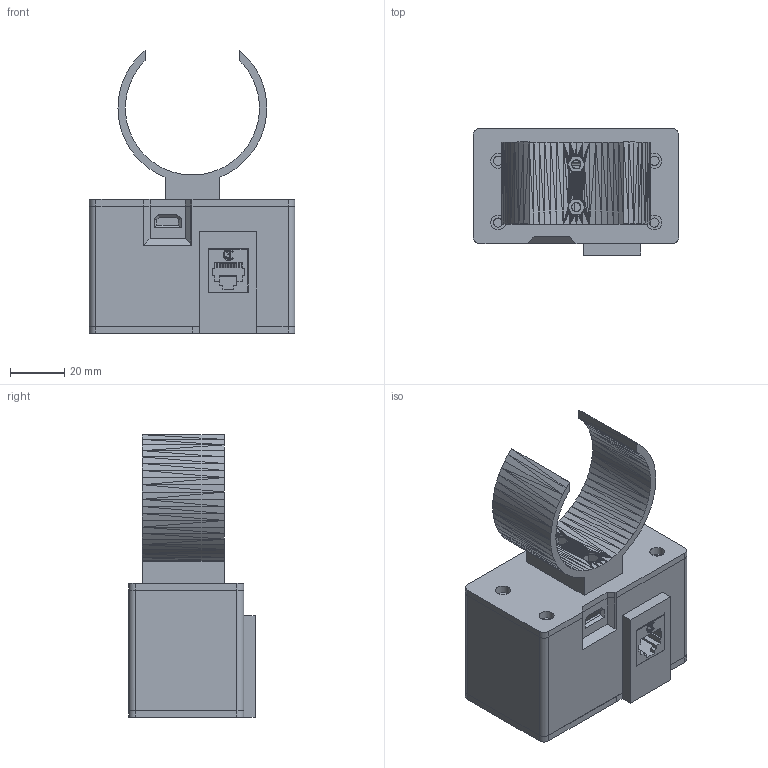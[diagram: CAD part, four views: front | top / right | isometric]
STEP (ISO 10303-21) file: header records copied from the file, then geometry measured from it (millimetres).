
FILE_DESCRIPTION(/* description */ (''),/* implementation_level */ '2;1');
FILE_NAME(/* name */ 'GPS-Wifi Case.step',/* time_stamp */ '2019-05-26T13:20:07-05:00',/* author */ (''),/* organization */ (''),/* preprocessor_version */ 'ST-DEVELOPER v18',/* originating_system */ 'Autodesk Translation Framework v8.2.0.1029',/* authorisation */ '');
FILE_SCHEMA (('AUTOMOTIVE_DESIGN { 1 0 10303 214 3 1 1 }'));
Length unit declared in the file: millimetre
Products named in the file (5): GPS-Wifi Redesign; Box; CAT3 Tooless IDC Keystone Jack; Lid; Clamp
Assembly tree (4 placements, depth 2):
  GPS-Wifi Redesign
    Box
    CAT3 Tooless IDC Keystone Jack
    Lid
    Clamp
Bounding box: 76 x 46.85 x 104.5 mm (x, y, z)
Volume: 75835.4 mm3; surface area: 58207.9 mm2
Topology: 11 solids, 11 shells, 1849 faces, 4377 edges, 2654 vertices
Faces by surface type: plane 1631, cylinder 142, bspline 35, sphere 25, torus 14, cone 2
Full cylindrical faces by diameter (mm): 2.075 x2, 2.529 x1, 3.4 x6, 4 x1, 5 x4, 5.5 x4
Entity records: 54103 total; most frequent: CARTESIAN_POINT 11773, ORIENTED_EDGE 8754, DIRECTION 8243, EDGE_CURVE 4377, LINE 3965, VECTOR 3965, VERTEX_POINT 2654, AXIS2_PLACEMENT_3D 2139
